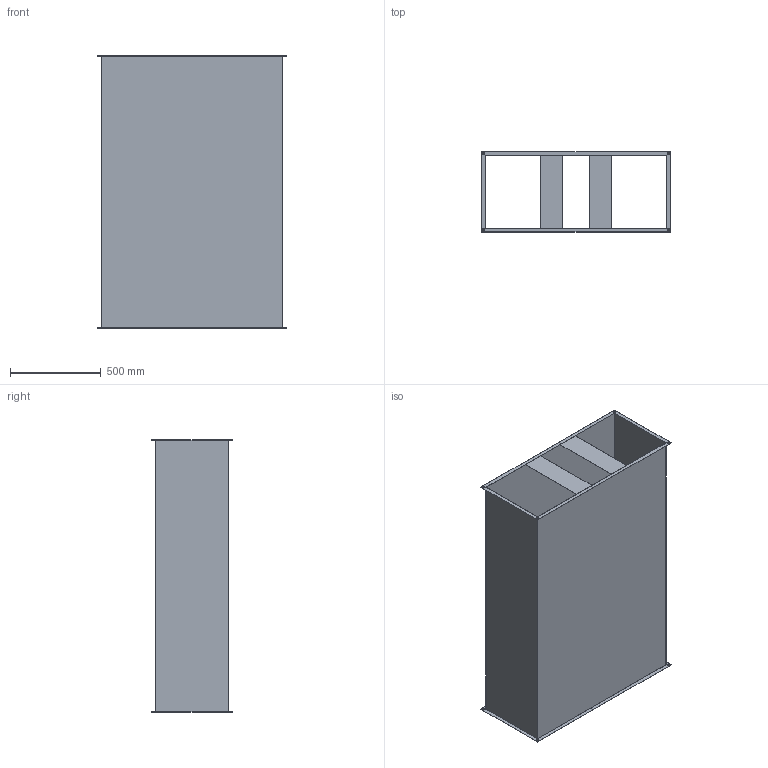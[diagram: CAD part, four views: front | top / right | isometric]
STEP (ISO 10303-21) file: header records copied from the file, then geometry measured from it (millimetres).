
FILE_DESCRIPTION (( 'STEP AP214' ), '1' );
FILE_NAME ('KSP 35-23.STEP', '2017-05-29T12:08:38', ( 'CADnetwork' ), ( '' ), 'SwSTEP 2.0', 'SolidWorks 2012', '' );
FILE_SCHEMA (( 'AUTOMOTIVE_DESIGN' ));
Length unit declared in the file: millimetre
Products named in the file (1): KSP 35-23
Bounding box: 1042 x 442 x 1500 mm (x, y, z)
Volume: 4512615.2 mm3; surface area: 9035620 mm2
Topology: 5 solids, 5 shells, 60 faces, 144 edges, 96 vertices
Faces by surface type: plane 44, cylinder 16
Entity records: 1846 total; most frequent: CARTESIAN_POINT 301, DIRECTION 298, ORIENTED_EDGE 288, EDGE_CURVE 144, LINE 112, VECTOR 112, VERTEX_POINT 96, AXIS2_PLACEMENT_3D 93
